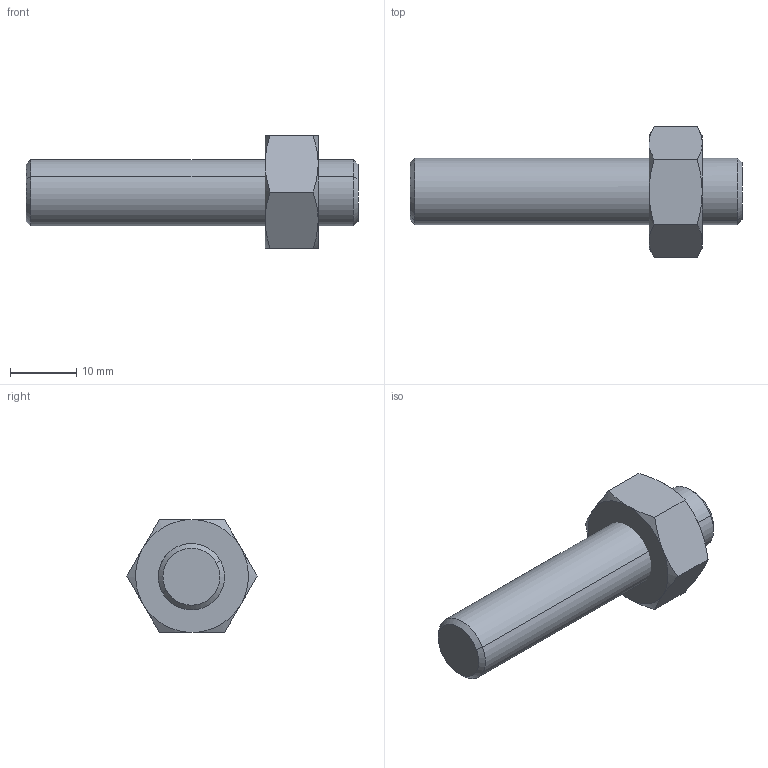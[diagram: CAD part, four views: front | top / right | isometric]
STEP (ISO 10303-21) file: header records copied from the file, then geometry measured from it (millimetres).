
FILE_DESCRIPTION(('CATIA V5 STEP Exchange'),'2;1');
FILE_NAME('Pompe_centrifuge_KSB_garniture_coupe_longitudinale_12_09_2012_goujon_ecrou.stp','2014-09-02T08:16:34+00:00',('none'),('none'),'CATIA Version 5 Release 19 GA (IN-10)','CATIA V5 STEP AP203','none');
FILE_SCHEMA(('CONFIG_CONTROL_DESIGN'));
Length unit declared in the file: millimetre
Products named in the file (3): Pompe_centrifuge_KSB_garniture; Carter_pompe_centrifuge; Carter guidage_rotation_pompe
Assembly tree (4 placements, depth 3):
  Pompe_centrifuge_KSB_garniture
    Carter_pompe_centrifuge
      #62
    Carter guidage_rotation_pompe
      #300
Bounding box: 50 x 19.63 x 17 mm (x, y, z)
Volume: 5438.9 mm3; surface area: 2748.7 mm2
Topology: 2 solids, 2 shells, 30 faces, 62 edges, 36 vertices
Faces by surface type: cone 16, plane 10, cylinder 4
Entity records: 1074 total; most frequent: CARTESIAN_POINT 401, ORIENTED_EDGE 124, DIRECTION 100, EDGE_CURVE 62, AXIS2_PLACEMENT_3D 48, B_SPLINE_CURVE_WITH_KNOTS 38, VERTEX_POINT 36, EDGE_LOOP 32
